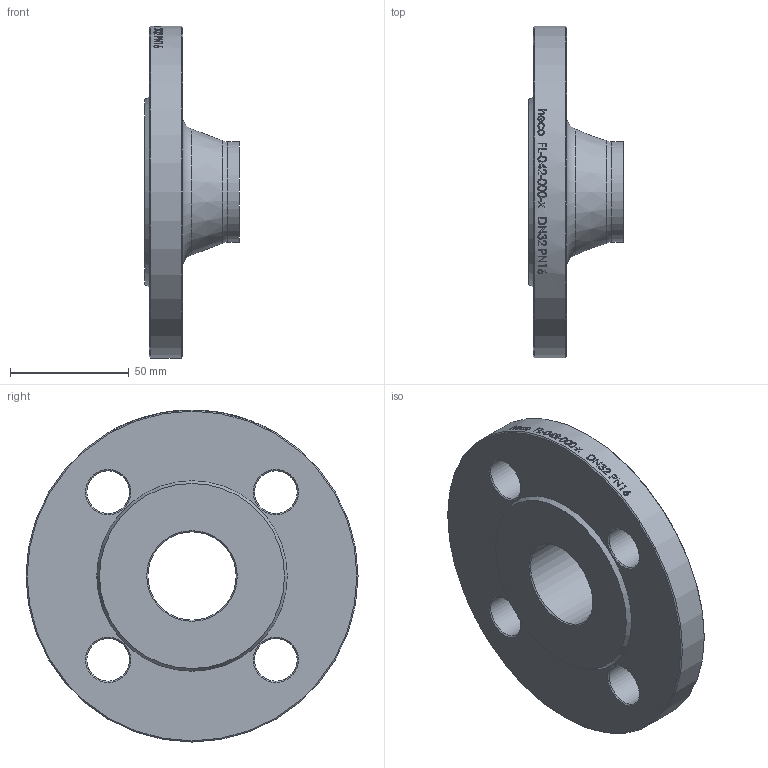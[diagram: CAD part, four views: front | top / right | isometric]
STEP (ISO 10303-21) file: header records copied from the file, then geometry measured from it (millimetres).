
FILE_DESCRIPTION (( 'STEP AP214' ), '1' );
FILE_NAME ('FL-042-000-x Vorschweissflansch DN32 PN16 iso DIN2633 2009.STEP', '2020-09-09T08:45:17', ( '' ), ( '' ), 'SwSTEP 2.0', 'SolidWorks 2019', '' );
FILE_SCHEMA (( 'AUTOMOTIVE_DESIGN' ));
Length unit declared in the file: millimetre
Products named in the file (1): FL-042-000-x Vorschweissflansch DN32 PN16 iso DIN2633 2009
Bounding box: 40 x 140 x 140 mm (x, y, z)
Volume: 210875 mm3; surface area: 42985.1 mm2
Topology: 1 solids, 1 shells, 60 faces, 301 edges, 279 vertices
Faces by surface type: cylinder 41, cone 13, plane 4, torus 2
Full cylindrical faces by diameter (mm): 18 x4, 37.2 x1, 42.4 x1, 140 x1
Entity records: 6955 total; most frequent: CARTESIAN_POINT 4387, ORIENTED_EDGE 546, DIRECTION 336, VERTEX_POINT 273, EDGE_CURVE 273, AXIS2_PLACEMENT_3D 147, B_SPLINE_CURVE_WITH_KNOTS 145, EDGE_LOOP 128
